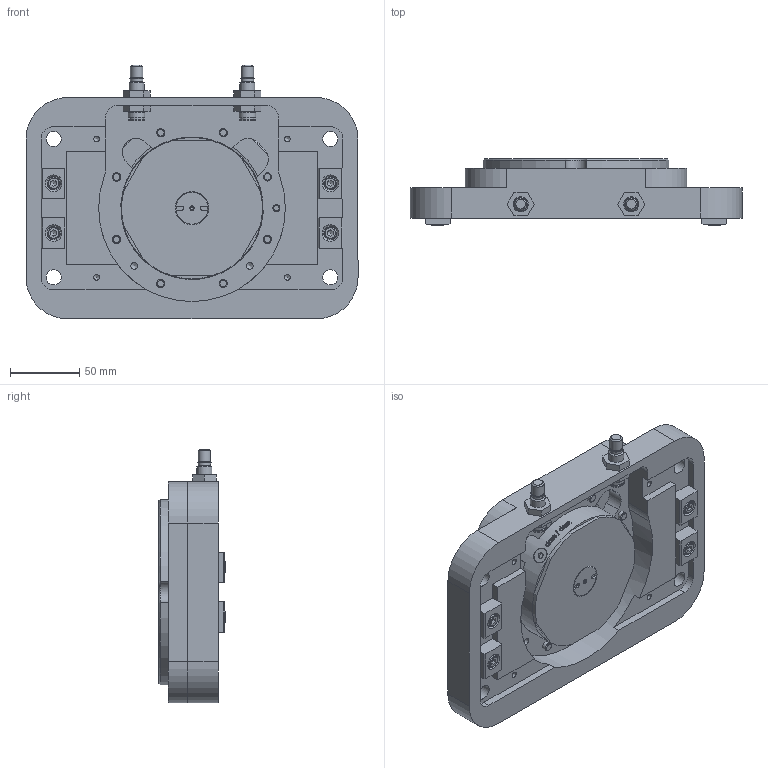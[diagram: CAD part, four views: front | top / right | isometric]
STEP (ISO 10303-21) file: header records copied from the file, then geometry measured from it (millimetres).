
FILE_DESCRIPTION(/* description */ (''),/* implementation_level */ '2;1');
FILE_NAME(/* name */ 'UZV-T-1H.stp',/* time_stamp */ '2024-10-21T21:23:17+02:00',/* author */ ('Admin'),/* organization */ (''),/* preprocessor_version */ 'ST-DEVELOPER v20',/* originating_system */ 'Autodesk Inventor 2025',/* authorisation */ '');
FILE_SCHEMA (('CONFIG_CONTROL_DESIGN'));
Products named in the file (8): ZAKLADNA_1H_2016-01-00-23; ZAKLADNA_1H_2016-01-0060; S_ZERO_POINT-2016-01-00-01; CEP_STAVECI_2016-01-60; ISO 4762  - M6 x 20; KK3P-06E; Kámen 2016-01-0108; ISO 4762  - M5 x 12
Assembly tree (22 placements, depth 2):
  ZAKLADNA_1H_2016-01-00-23
    ZAKLADNA_1H_2016-01-0060
    S_ZERO_POINT-2016-01-00-01
    CEP_STAVECI_2016-01-60
    ISO 4762  - M6 x 20  x8
    ISO 4762  - M5 x 12  x5
    KK3P-06E  x2
    Kámen 2016-01-0108  x4
Bounding box: 240 x 48.1 x 183.4 mm (x, y, z)
Volume: 1017773.7 mm3; surface area: 176148.8 mm2
Topology: 22 solids, 24 shells, 1800 faces, 4696 edges, 3100 vertices
Faces by surface type: plane 924, bspline 519, cylinder 218, cone 94, torus 31, sphere 14
Full cylindrical faces by diameter (mm): 2 x6, 3 x4, 3.242 x1, 4.134 x11, 4.917 x10, 5 x5, 5.3 x1, 5.5 x4, 6 x12, 6.4 x8, 8.5 x5, 9 x5, 10 x16, 11 x16, 12 x4, 14 x2, 14.5 x2, 15 x2, 18 x4, 19 x1, 40.7 x1, 42 x1, 88 x1, 102 x1
Entity records: 57543 total; most frequent: CARTESIAN_POINT 20463, ORIENTED_EDGE 8190, DIRECTION 5608, EDGE_CURVE 4095, VERTEX_POINT 2725, LINE 2414, VECTOR 2414, EDGE_LOOP 1772
